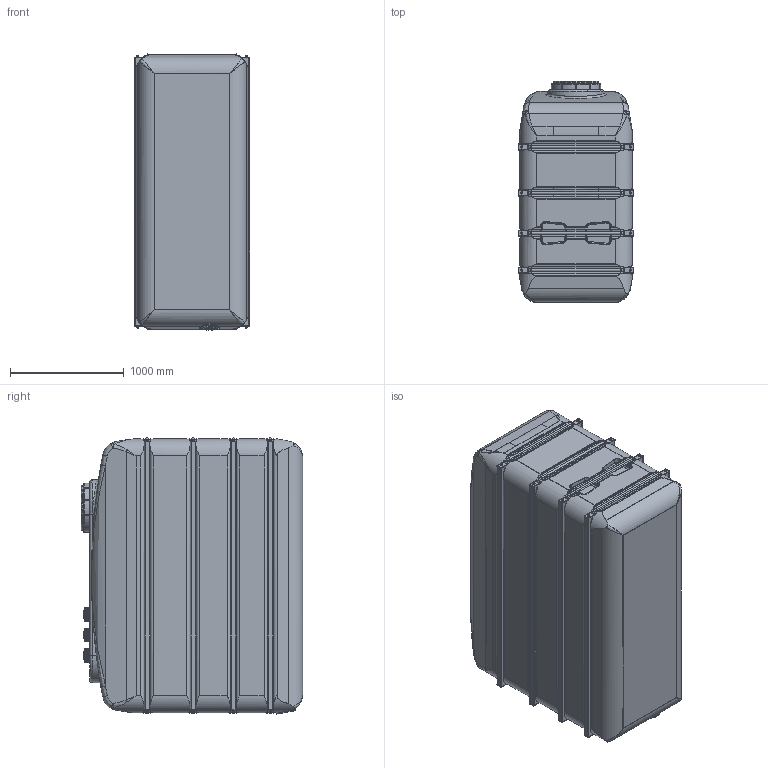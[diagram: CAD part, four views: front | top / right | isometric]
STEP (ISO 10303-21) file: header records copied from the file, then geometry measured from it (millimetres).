
FILE_DESCRIPTION(/* description */ (''),/* implementation_level */ '2;1');
FILE_NAME(/* name */ 'D625979_-DF-4000.stp',/* time_stamp */ '2023-11-01T10:54:25+01:00',/* author */ ('depo'),/* organization */ (''),/* preprocessor_version */ 'ST-DEVELOPER v18.1',/* originating_system */ 'Autodesk Inventor 2022',/* authorisation */ '');
FILE_SCHEMA (('AUTOMOTIVE_DESIGN { 1 0 10303 214 3 1 1 }'));
Products named in the file (17): D625979; DF Behälter_4000; 203032; 203044; Bandage-4000; DIN 934 - M12; DIN 933 - M12  x 35; Rechteck-Längsbandage; Kopfband_Rechteck; 203035; 203030; 203046; 203045; 203031; 203037; 203036; DEHOUST_Schriftzug
Assembly tree (42 placements, depth 3):
  D625979
    DF Behälter_4000
    203032
    Bandage-4000  x4
      DIN 933 - M12  x 35
      DIN 934 - M12
      Rechteck-Längsbandage
      Kopfband_Rechteck
    203044
    203046  x3
    203031  x3
    203037  x3
    203045  x3
    203036  x3
    203035
      203030
      203046
      203045
      203031
      203037
      203036
    DEHOUST_Schriftzug
Bounding box: 1017 x 1949.5 x 2431.82 mm (x, y, z)
Volume: 82973762.9 mm3; surface area: 44931250 mm2
Topology: 87 solids, 87 shells, 3824 faces, 9472 edges, 5867 vertices
Faces by surface type: plane 1641, cylinder 1183, bspline 504, torus 252, cone 212, sphere 32
Full cylindrical faces by diameter (mm): 7 x8, 8 x8, 10.106 x16, 11.053 x16, 12 x16, 13 x16, 17.2 x16, 48 x1, 56 x4, 56.656 x4, 58 x4, 58.5 x4, 61 x4, 64 x4, 65 x4, 66 x4, 68 x4, 73 x4, 76 x4, 81 x4, 83.5 x4, 85 x4, 86 x4, 86.2 x9, 90 x12, 92 x1, 98 x8, 99.5 x16, 102 x1, 120 x4
Entity records: 67895 total; most frequent: CARTESIAN_POINT 30292, ORIENTED_EDGE 8034, DIRECTION 7159, EDGE_CURVE 4017, AXIS2_PLACEMENT_3D 2652, VERTEX_POINT 2541, LINE 1855, VECTOR 1855
